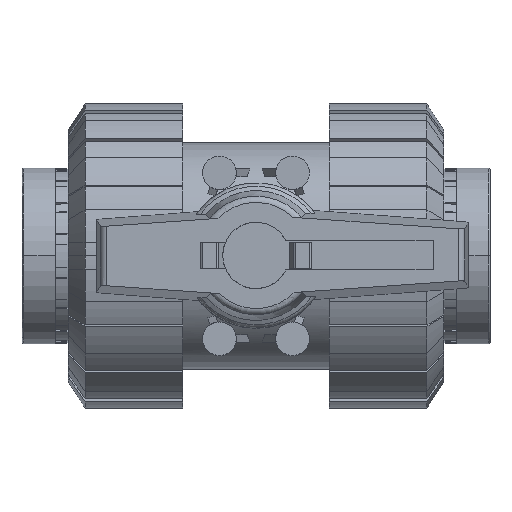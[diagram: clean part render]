
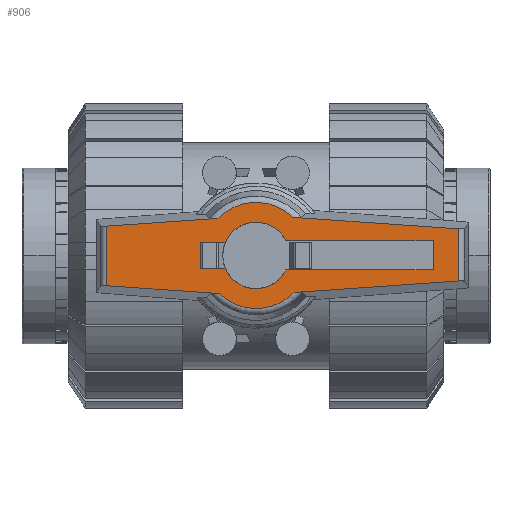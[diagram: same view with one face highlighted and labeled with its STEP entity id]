
A CAD part, top view. The second image highlights one B-rep face of the part: STEP entity #906.
In plain terms, the highlighted planar face has unit normal (0, 0, 1).
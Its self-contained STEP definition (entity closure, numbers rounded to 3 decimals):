
#906=ADVANCED_FACE('',(#2302,#2303),#2304,.T.);
#2302=FACE_BOUND('',#4264,.T.);
#2303=FACE_OUTER_BOUND('',#4265,.T.);
#2304=PLANE('',#4266);
#4264=EDGE_LOOP('',(#6523,#6524,#6525,#6526,#6527,#6528,#6529,#6530));
#4265=EDGE_LOOP('',(#6531,#6532,#6533,#6534,#6535,#6536,#6537,#6538));
#4266=AXIS2_PLACEMENT_3D('',#6539,#6540,#6541);
#6523=ORIENTED_EDGE('',*,*,#12241,.T.);
#6524=ORIENTED_EDGE('',*,*,#12257,.T.);
#6525=ORIENTED_EDGE('',*,*,#12263,.T.);
#6526=ORIENTED_EDGE('',*,*,#12260,.T.);
#6527=ORIENTED_EDGE('',*,*,#12156,.T.);
#6528=ORIENTED_EDGE('',*,*,#12325,.T.);
#6529=ORIENTED_EDGE('',*,*,#12326,.T.);
#6530=ORIENTED_EDGE('',*,*,#12327,.T.);
#6531=ORIENTED_EDGE('',*,*,#12328,.T.);
#6532=ORIENTED_EDGE('',*,*,#12329,.T.);
#6533=ORIENTED_EDGE('',*,*,#12330,.T.);
#6534=ORIENTED_EDGE('',*,*,#12331,.F.);
#6535=ORIENTED_EDGE('',*,*,#12332,.T.);
#6536=ORIENTED_EDGE('',*,*,#12333,.T.);
#6537=ORIENTED_EDGE('',*,*,#12334,.T.);
#6538=ORIENTED_EDGE('',*,*,#12335,.T.);
#6539=CARTESIAN_POINT('',(7.994,0.0,147.5));
#6540=DIRECTION('',(0.0,0.0,1.0));
#6541=DIRECTION('',(1.0,0.0,0.0));
#12156=EDGE_CURVE('',#14581,#14579,#14582,.T.);
#12241=EDGE_CURVE('',#14720,#14718,#14721,.T.);
#12257=EDGE_CURVE('',#14718,#14746,#14747,.T.);
#12260=EDGE_CURVE('',#14750,#14581,#14751,.T.);
#12263=EDGE_CURVE('',#14746,#14750,#14754,.T.);
#12325=EDGE_CURVE('',#14579,#14827,#14828,.T.);
#12326=EDGE_CURVE('',#14827,#14829,#14830,.T.);
#12327=EDGE_CURVE('',#14829,#14720,#14831,.T.);
#12328=EDGE_CURVE('',#14832,#14833,#14834,.T.);
#12329=EDGE_CURVE('',#14833,#14835,#14836,.T.);
#12330=EDGE_CURVE('',#14835,#14837,#14838,.T.);
#12331=EDGE_CURVE('',#14839,#14837,#14840,.T.);
#12332=EDGE_CURVE('',#14839,#14841,#14842,.T.);
#12333=EDGE_CURVE('',#14841,#14843,#14844,.T.);
#12334=EDGE_CURVE('',#14843,#14845,#14846,.T.);
#12335=EDGE_CURVE('',#14845,#14832,#14847,.T.);
#14579=VERTEX_POINT('',#18130);
#14581=VERTEX_POINT('',#18133);
#14582=CIRCLE('',#18134,10.0);
#14718=VERTEX_POINT('',#18318);
#14720=VERTEX_POINT('',#18321);
#14721=CIRCLE('',#18322,10.0);
#14746=VERTEX_POINT('',#18356);
#14747=LINE('',#18357,#18358);
#14750=VERTEX_POINT('',#18362);
#14751=LINE('',#18363,#18364);
#14754=LINE('',#18368,#18369);
#14827=VERTEX_POINT('',#18470);
#14828=LINE('',#18471,#18472);
#14829=VERTEX_POINT('',#18473);
#14830=LINE('',#18474,#18475);
#14831=LINE('',#18476,#18477);
#14832=VERTEX_POINT('',#18478);
#14833=VERTEX_POINT('',#18479);
#14834=LINE('',#18480,#18481);
#14835=VERTEX_POINT('',#18482);
#14836=CIRCLE('',#18483,15.988);
#14837=VERTEX_POINT('',#18484);
#14838=LINE('',#18485,#18486);
#14839=VERTEX_POINT('',#18487);
#14840=LINE('',#18488,#18489);
#14841=VERTEX_POINT('',#18490);
#14842=LINE('',#18491,#18492);
#14843=VERTEX_POINT('',#18493);
#14844=CIRCLE('',#18494,15.988);
#14845=VERTEX_POINT('',#18495);
#14846=LINE('',#18496,#18497);
#14847=LINE('',#18498,#18499);
#18130=CARTESIAN_POINT('',(-9.192,-3.938,147.5));
#18133=CARTESIAN_POINT('',(8.992,-4.375,147.5));
#18134=AXIS2_PLACEMENT_3D('',#24975,#24976,#24977);
#18318=CARTESIAN_POINT('',(8.992,4.375,147.5));
#18321=CARTESIAN_POINT('',(-9.192,3.938,147.5));
#18322=AXIS2_PLACEMENT_3D('',#25093,#25094,#25095);
#18356=CARTESIAN_POINT('',(53.333,4.375,147.5));
#18357=CARTESIAN_POINT('',(17.33,4.375,147.5));
#18358=VECTOR('',#25114,1.0);
#18362=CARTESIAN_POINT('',(53.333,-4.375,147.5));
#18363=CARTESIAN_POINT('',(17.33,-4.375,147.5));
#18364=VECTOR('',#25116,1.0);
#18368=CARTESIAN_POINT('',(53.333,0.0,147.5));
#18369=VECTOR('',#25118,1.0);
#18470=CARTESIAN_POINT('',(-16.633,-3.938,147.5));
#18471=CARTESIAN_POINT('',(-2.591,-3.938,147.5));
#18472=VECTOR('',#25168,1.0);
#18473=CARTESIAN_POINT('',(-16.633,3.938,147.5));
#18474=CARTESIAN_POINT('',(-16.633,5.906,147.5));
#18475=VECTOR('',#25169,1.0);
#18476=CARTESIAN_POINT('',(-2.591,3.938,147.5));
#18477=VECTOR('',#25170,1.0);
#18478=CARTESIAN_POINT('',(-44.912,-9.126,147.5));
#18479=CARTESIAN_POINT('',(-11.119,-11.489,147.5));
#18480=CARTESIAN_POINT('',(-4.204,-11.972,147.5));
#18481=VECTOR('',#25171,1.0);
#18482=CARTESIAN_POINT('',(11.454,-11.155,147.5));
#18483=AXIS2_PLACEMENT_3D('',#25172,#25173,#25174);
#18484=CARTESIAN_POINT('',(60.912,-7.697,147.5));
#18485=CARTESIAN_POINT('',(34.49,-9.544,147.5));
#18486=VECTOR('',#25175,1.0);
#18487=CARTESIAN_POINT('',(60.912,8.007,147.5));
#18488=CARTESIAN_POINT('',(60.912,15.75,147.5));
#18489=VECTOR('',#25176,1.0);
#18490=CARTESIAN_POINT('',(11.119,11.489,147.5));
#18491=CARTESIAN_POINT('',(33.416,9.93,147.5));
#18492=VECTOR('',#25177,1.0);
#18493=CARTESIAN_POINT('',(-11.454,11.155,147.5));
#18494=AXIS2_PLACEMENT_3D('',#25178,#25179,#25180);
#18495=CARTESIAN_POINT('',(-44.912,8.816,147.5));
#18496=CARTESIAN_POINT('',(-3.086,11.74,147.5));
#18497=VECTOR('',#25181,1.0);
#18498=CARTESIAN_POINT('',(-44.912,15.75,147.5));
#18499=VECTOR('',#25182,1.0);
#24975=CARTESIAN_POINT('',(0.0,0.0,147.5));
#24976=DIRECTION('',(0.0,0.0,-1.0));
#24977=DIRECTION('',(1.0,0.0,0.0));
#25093=CARTESIAN_POINT('',(0.0,0.0,147.5));
#25094=DIRECTION('',(0.0,0.0,-1.0));
#25095=DIRECTION('',(1.0,0.0,0.0));
#25114=DIRECTION('',(1.0,0.0,-0.0));
#25116=DIRECTION('',(-1.0,0.0,0.0));
#25118=DIRECTION('',(0.0,-1.0,0.0));
#25168=DIRECTION('',(-1.0,0.0,0.0));
#25169=DIRECTION('',(0.0,1.0,-0.0));
#25170=DIRECTION('',(1.0,0.0,0.0));
#25171=DIRECTION('',(0.998,-0.07,0.0));
#25172=CARTESIAN_POINT('',(0.0,0.0,147.5));
#25173=DIRECTION('',(0.0,0.0,1.0));
#25174=DIRECTION('',(1.0,0.0,0.0));
#25175=DIRECTION('',(0.998,0.07,-0.0));
#25176=DIRECTION('',(0.0,-1.0,0.0));
#25177=DIRECTION('',(-0.998,0.07,0.0));
#25178=CARTESIAN_POINT('',(0.0,0.0,147.5));
#25179=DIRECTION('',(0.0,0.0,1.0));
#25180=DIRECTION('',(1.0,0.0,0.0));
#25181=DIRECTION('',(-0.998,-0.07,0.0));
#25182=DIRECTION('',(0.0,-1.0,0.0));
